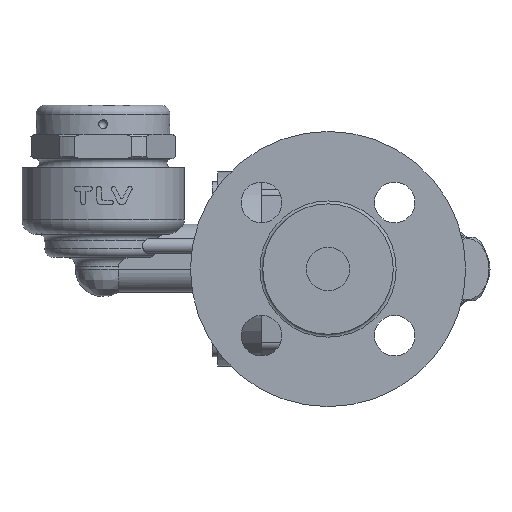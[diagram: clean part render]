
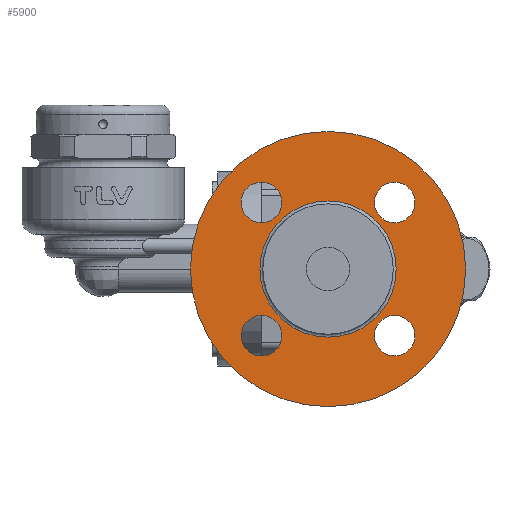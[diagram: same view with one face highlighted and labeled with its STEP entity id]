
A CAD part, left-side view. The second image highlights one B-rep face of the part: STEP entity #5900.
In plain terms, the highlighted planar face has unit normal (-1, 0, 0).
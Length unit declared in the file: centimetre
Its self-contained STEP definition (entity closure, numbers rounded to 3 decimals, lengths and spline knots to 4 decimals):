
#204=FACE_BOUND('',#1989,.T.);
#205=FACE_BOUND('',#1990,.T.);
#206=FACE_BOUND('',#1991,.T.);
#207=FACE_BOUND('',#1992,.T.);
#208=FACE_BOUND('',#1993,.T.);
#449=CIRCLE('',#6379,2.35);
#450=CIRCLE('',#6380,2.35);
#452=CIRCLE('',#6383,4.75);
#453=CIRCLE('',#6384,4.75);
#454=CIRCLE('',#6385,0.7);
#455=CIRCLE('',#6386,0.7);
#456=CIRCLE('',#6387,0.7);
#457=CIRCLE('',#6388,0.7);
#458=CIRCLE('',#6389,0.7);
#459=CIRCLE('',#6390,0.7);
#460=CIRCLE('',#6391,0.7);
#461=CIRCLE('',#6392,0.7);
#1430=PLANE('',#6382);
#1617=FACE_OUTER_BOUND('',#1988,.T.);
#1988=EDGE_LOOP('',(#4469,#4470));
#1989=EDGE_LOOP('',(#4471,#4472));
#1990=EDGE_LOOP('',(#4473,#4474));
#1991=EDGE_LOOP('',(#4475,#4476));
#1992=EDGE_LOOP('',(#4477,#4478));
#1993=EDGE_LOOP('',(#4479,#4480));
#2611=VERTEX_POINT('',#10023);
#2612=VERTEX_POINT('',#10025);
#2613=VERTEX_POINT('',#10030);
#2614=VERTEX_POINT('',#10031);
#2615=VERTEX_POINT('',#10034);
#2616=VERTEX_POINT('',#10035);
#2617=VERTEX_POINT('',#10038);
#2618=VERTEX_POINT('',#10039);
#2619=VERTEX_POINT('',#10042);
#2620=VERTEX_POINT('',#10043);
#2621=VERTEX_POINT('',#10046);
#2622=VERTEX_POINT('',#10047);
#3291=EDGE_CURVE('',#2611,#2612,#449,.T.);
#3292=EDGE_CURVE('',#2612,#2611,#450,.T.);
#3294=EDGE_CURVE('',#2613,#2614,#452,.T.);
#3295=EDGE_CURVE('',#2614,#2613,#453,.T.);
#3296=EDGE_CURVE('',#2615,#2616,#454,.T.);
#3297=EDGE_CURVE('',#2616,#2615,#455,.T.);
#3298=EDGE_CURVE('',#2617,#2618,#456,.T.);
#3299=EDGE_CURVE('',#2618,#2617,#457,.T.);
#3300=EDGE_CURVE('',#2619,#2620,#458,.T.);
#3301=EDGE_CURVE('',#2620,#2619,#459,.T.);
#3302=EDGE_CURVE('',#2621,#2622,#460,.T.);
#3303=EDGE_CURVE('',#2622,#2621,#461,.T.);
#4469=ORIENTED_EDGE('',*,*,#3294,.F.);
#4470=ORIENTED_EDGE('',*,*,#3295,.F.);
#4471=ORIENTED_EDGE('',*,*,#3296,.T.);
#4472=ORIENTED_EDGE('',*,*,#3297,.T.);
#4473=ORIENTED_EDGE('',*,*,#3298,.T.);
#4474=ORIENTED_EDGE('',*,*,#3299,.T.);
#4475=ORIENTED_EDGE('',*,*,#3300,.T.);
#4476=ORIENTED_EDGE('',*,*,#3301,.T.);
#4477=ORIENTED_EDGE('',*,*,#3302,.T.);
#4478=ORIENTED_EDGE('',*,*,#3303,.T.);
#4479=ORIENTED_EDGE('',*,*,#3292,.F.);
#4480=ORIENTED_EDGE('',*,*,#3291,.F.);
#5900=ADVANCED_FACE('',(#1617,#204,#205,#206,#207,#208),#1430,.F.);
#6379=AXIS2_PLACEMENT_3D('',#10026,#7407,#7408);
#6380=AXIS2_PLACEMENT_3D('',#10027,#7409,#7410);
#6382=AXIS2_PLACEMENT_3D('',#10029,#7413,#7414);
#6383=AXIS2_PLACEMENT_3D('',#10032,#7415,#7416);
#6384=AXIS2_PLACEMENT_3D('',#10033,#7417,#7418);
#6385=AXIS2_PLACEMENT_3D('',#10036,#7419,#7420);
#6386=AXIS2_PLACEMENT_3D('',#10037,#7421,#7422);
#6387=AXIS2_PLACEMENT_3D('',#10040,#7423,#7424);
#6388=AXIS2_PLACEMENT_3D('',#10041,#7425,#7426);
#6389=AXIS2_PLACEMENT_3D('',#10044,#7427,#7428);
#6390=AXIS2_PLACEMENT_3D('',#10045,#7429,#7430);
#6391=AXIS2_PLACEMENT_3D('',#10048,#7431,#7432);
#6392=AXIS2_PLACEMENT_3D('',#10049,#7433,#7434);
#7407=DIRECTION('center_axis',(-1.,0.,0.));
#7408=DIRECTION('ref_axis',(0.,-1.,0.));
#7409=DIRECTION('center_axis',(-1.,0.,0.));
#7410=DIRECTION('ref_axis',(0.,-1.,0.));
#7413=DIRECTION('center_axis',(1.,0.,0.));
#7414=DIRECTION('ref_axis',(0.,1.,0.));
#7415=DIRECTION('center_axis',(1.,0.,0.));
#7416=DIRECTION('ref_axis',(0.,1.,0.));
#7417=DIRECTION('center_axis',(1.,0.,0.));
#7418=DIRECTION('ref_axis',(0.,1.,0.));
#7419=DIRECTION('center_axis',(1.,0.,0.));
#7420=DIRECTION('ref_axis',(0.,1.,0.));
#7421=DIRECTION('center_axis',(1.,0.,0.));
#7422=DIRECTION('ref_axis',(0.,1.,0.));
#7423=DIRECTION('center_axis',(1.,0.,0.));
#7424=DIRECTION('ref_axis',(0.,0.,1.));
#7425=DIRECTION('center_axis',(1.,0.,0.));
#7426=DIRECTION('ref_axis',(0.,0.,1.));
#7427=DIRECTION('center_axis',(1.,0.,0.));
#7428=DIRECTION('ref_axis',(0.,-1.,0.));
#7429=DIRECTION('center_axis',(1.,0.,0.));
#7430=DIRECTION('ref_axis',(0.,-1.,0.));
#7431=DIRECTION('center_axis',(1.,0.,0.));
#7432=DIRECTION('ref_axis',(0.,0.,
-1.));
#7433=DIRECTION('center_axis',(1.,0.,0.));
#7434=DIRECTION('ref_axis',(0.,0.,
-1.));
#10023=CARTESIAN_POINT('',(-7.1,-2.35,0.));
#10025=CARTESIAN_POINT('',(-7.1,2.35,0.));
#10026=CARTESIAN_POINT('Origin',(-7.1,0.,0.));
#10027=CARTESIAN_POINT('Origin',(-7.1,0.,0.));
#10029=CARTESIAN_POINT('Origin',(-7.1,3.5,0.));
#10030=CARTESIAN_POINT('',(-7.1,4.75,0.));
#10031=CARTESIAN_POINT('',(-7.1,-4.75,0.));
#10032=CARTESIAN_POINT('Origin',(-7.1,0.,0.));
#10033=CARTESIAN_POINT('Origin',(-7.1,0.,0.));
#10034=CARTESIAN_POINT('',(-7.1,2.9981,2.2981));
#10035=CARTESIAN_POINT('',(-7.1,1.5981,2.2981));
#10036=CARTESIAN_POINT('Origin',(-7.1,2.2981,2.2981));
#10037=CARTESIAN_POINT('Origin',(-7.1,2.2981,2.2981));
#10038=CARTESIAN_POINT('',(-7.1,-2.2981,2.9981));
#10039=CARTESIAN_POINT('',(-7.1,-2.2981,1.5981));
#10040=CARTESIAN_POINT('Origin',(-7.1,-2.2981,2.2981));
#10041=CARTESIAN_POINT('Origin',(-7.1,-2.2981,2.2981));
#10042=CARTESIAN_POINT('',(-7.1,-2.9981,-2.2981));
#10043=CARTESIAN_POINT('',(-7.1,-1.5981,-2.2981));
#10044=CARTESIAN_POINT('Origin',(-7.1,-2.2981,-2.2981));
#10045=CARTESIAN_POINT('Origin',(-7.1,-2.2981,-2.2981));
#10046=CARTESIAN_POINT('',(-7.1,2.2981,-2.9981));
#10047=CARTESIAN_POINT('',(-7.1,2.2981,-1.5981));
#10048=CARTESIAN_POINT('Origin',(-7.1,2.2981,-2.2981));
#10049=CARTESIAN_POINT('Origin',(-7.1,2.2981,-2.2981));
